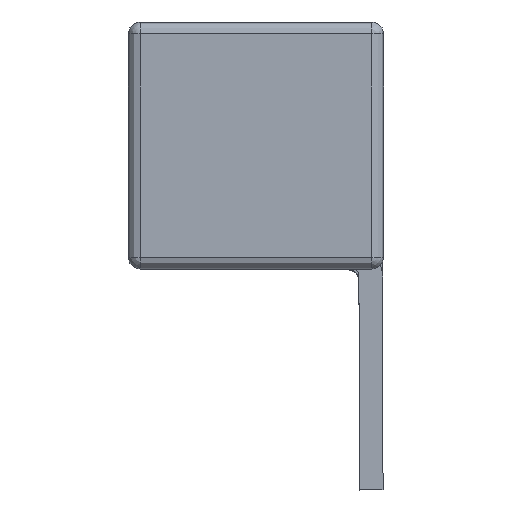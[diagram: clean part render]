
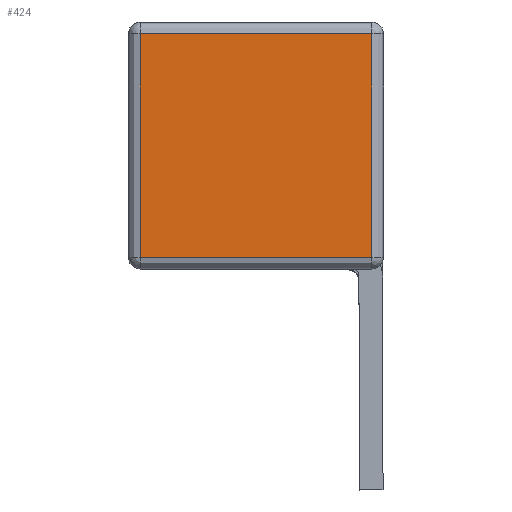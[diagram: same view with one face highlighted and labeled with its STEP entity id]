
A CAD part, left-side view. The second image highlights one B-rep face of the part: STEP entity #424.
In plain terms, the highlighted planar face has unit normal (-1, 0, 0).
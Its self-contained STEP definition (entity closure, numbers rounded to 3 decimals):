
#404=AXIS2_PLACEMENT_3D('Plane Axis2P3D',#401,#402,#403) ;
#80=CARTESIAN_POINT('Vertex',(0.,0.662,13.673)) ;
#157=CARTESIAN_POINT('Vertex',(0.,0.662,26.798)) ;
#160=CARTESIAN_POINT('Line Origine',(0.,0.662,20.235)) ;
#299=CARTESIAN_POINT('Vertex',(0.,14.264,26.798)) ;
#302=CARTESIAN_POINT('Line Origine',(0.,7.463,26.798)) ;
#401=CARTESIAN_POINT('Axis2P3D Location',(0.,7.464,27.495)) ;
#406=CARTESIAN_POINT('Line Origine',(0.,14.264,20.236)) ;
#410=CARTESIAN_POINT('Vertex',(0.,14.264,13.673)) ;
#413=CARTESIAN_POINT('Line Origine',(0.,7.463,13.673)) ;
#161=DIRECTION('Vector Direction',(0.,0.,-1.)) ;
#303=DIRECTION('Vector Direction',(0.,-1.,0.)) ;
#402=DIRECTION('Axis2P3D Direction',(-1.,0.,0.)) ;
#403=DIRECTION('Axis2P3D XDirection',(0.,1.,0.)) ;
#407=DIRECTION('Vector Direction',(0.,0.,-1.)) ;
#414=DIRECTION('Vector Direction',(0.,1.,0.)) ;
#162=VECTOR('Line Direction',#161,1.) ;
#304=VECTOR('Line Direction',#303,1.) ;
#408=VECTOR('Line Direction',#407,1.) ;
#415=VECTOR('Line Direction',#414,1.) ;
#419=ORIENTED_EDGE('',*,*,#306,.T.) ;
#420=ORIENTED_EDGE('',*,*,#412,.T.) ;
#421=ORIENTED_EDGE('',*,*,#417,.T.) ;
#422=ORIENTED_EDGE('',*,*,#164,.T.) ;
#424=ADVANCED_FACE('282\\MANIFOLD_SOLID_BREP #2184',(#423),#405,.T.) ;
#164=EDGE_CURVE('',#81,#158,#163,.F.) ;
#306=EDGE_CURVE('',#158,#300,#305,.F.) ;
#412=EDGE_CURVE('',#300,#411,#409,.T.) ;
#417=EDGE_CURVE('',#411,#81,#416,.F.) ;
#418=EDGE_LOOP('',(#419,#420,#421,#422)) ;
#423=FACE_OUTER_BOUND('',#418,.T.) ;
#163=LINE('Line',#160,#162) ;
#305=LINE('Line',#302,#304) ;
#409=LINE('Line',#406,#408) ;
#416=LINE('Line',#413,#415) ;
#405=PLANE('',#404) ;
#81=VERTEX_POINT('',#80) ;
#158=VERTEX_POINT('',#157) ;
#300=VERTEX_POINT('',#299) ;
#411=VERTEX_POINT('',#410) ;
